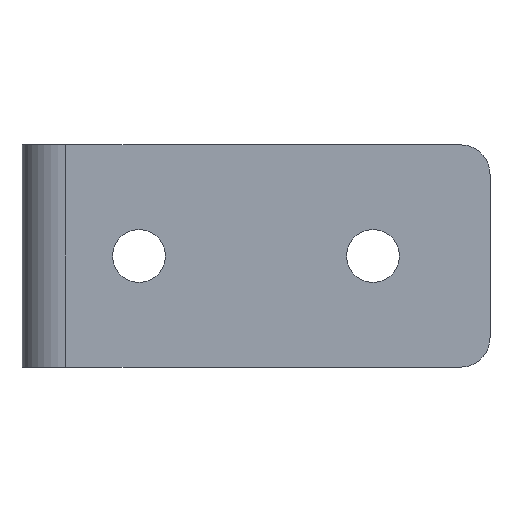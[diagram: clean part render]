
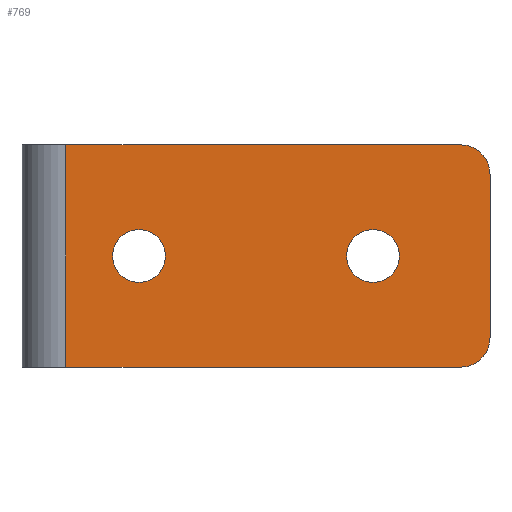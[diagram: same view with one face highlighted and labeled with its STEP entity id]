
A CAD part, front view. The second image highlights one B-rep face of the part: STEP entity #769.
In plain terms, the highlighted planar face has unit normal (0, -1, 0).
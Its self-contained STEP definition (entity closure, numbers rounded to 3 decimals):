
#6 = CARTESIAN_POINT ( 'NONE',  ( 80., 0., 19. ) ) ;
#17 = DIRECTION ( 'NONE',  ( 0., -1., 0. ) ) ;
#21 = VECTOR ( 'NONE', #508, 1000. ) ;
#52 = CARTESIAN_POINT ( 'NONE',  ( 64.5, 0., 0. ) ) ;
#64 = EDGE_CURVE ( 'NONE', #519, #661, #557, .T. ) ;
#67 = CARTESIAN_POINT ( 'NONE',  ( 24.5, 0., 0. ) ) ;
#69 = ORIENTED_EDGE ( 'NONE', *, *, #441, .F. ) ;
#86 = DIRECTION ( 'NONE',  ( 0., -1., 0. ) ) ;
#88 = DIRECTION ( 'NONE',  ( 0., -1., 0. ) ) ;
#96 = AXIS2_PLACEMENT_3D ( 'NONE', #762, #86, #841 ) ;
#98 = CARTESIAN_POINT ( 'NONE',  ( 20., 0., 0. ) ) ;
#113 = AXIS2_PLACEMENT_3D ( 'NONE', #384, #88, #310 ) ;
#117 = EDGE_CURVE ( 'NONE', #140, #203, #776, .T. ) ;
#121 = DIRECTION ( 'NONE',  ( 1., 0., 0. ) ) ;
#140 = VERTEX_POINT ( 'NONE', #359 ) ;
#190 = CARTESIAN_POINT ( 'NONE',  ( 60., 0., 0. ) ) ;
#203 = VERTEX_POINT ( 'NONE', #660 ) ;
#224 = CIRCLE ( 'NONE', #113, 5. ) ;
#231 = ORIENTED_EDGE ( 'NONE', *, *, #589, .T. ) ;
#238 = AXIS2_PLACEMENT_3D ( 'NONE', #663, #793, #121 ) ;
#239 = PLANE ( 'NONE',  #388 ) ;
#264 = VERTEX_POINT ( 'NONE', #294 ) ;
#269 = CIRCLE ( 'NONE', #527, 4.5 ) ;
#274 = VERTEX_POINT ( 'NONE', #379 ) ;
#287 = VECTOR ( 'NONE', #642, 1000. ) ;
#294 = CARTESIAN_POINT ( 'NONE',  ( 75., 0., 19. ) ) ;
#310 = DIRECTION ( 'NONE',  ( 1., 0., 0. ) ) ;
#314 = CARTESIAN_POINT ( 'NONE',  ( 7.5, 0., -19. ) ) ;
#323 = DIRECTION ( 'NONE',  ( 1., 0., 0. ) ) ;
#343 = EDGE_CURVE ( 'NONE', #357, #140, #224, .T. ) ;
#346 = EDGE_CURVE ( 'NONE', #678, #264, #618, .T. ) ;
#353 = VECTOR ( 'NONE', #323, 1000. ) ;
#355 = AXIS2_PLACEMENT_3D ( 'NONE', #626, #17, #560 ) ;
#356 = VERTEX_POINT ( 'NONE', #314 ) ;
#357 = VERTEX_POINT ( 'NONE', #460 ) ;
#359 = CARTESIAN_POINT ( 'NONE',  ( 80., 0., -14. ) ) ;
#375 = DIRECTION ( 'NONE',  ( 1., 0., 0. ) ) ;
#379 = CARTESIAN_POINT ( 'NONE',  ( 15.5, 0., 0. ) ) ;
#384 = CARTESIAN_POINT ( 'NONE',  ( 75., 0., -14. ) ) ;
#388 = AXIS2_PLACEMENT_3D ( 'NONE', #763, #545, #375 ) ;
#406 = CARTESIAN_POINT ( 'NONE',  ( 80., 0., -19. ) ) ;
#424 = ORIENTED_EDGE ( 'NONE', *, *, #454, .T. ) ;
#430 = CARTESIAN_POINT ( 'NONE',  ( 7.5, 0., -19. ) ) ;
#441 = EDGE_CURVE ( 'NONE', #274, #748, #801, .T. ) ;
#445 = FACE_BOUND ( 'NONE', #586, .T. ) ;
#450 = ORIENTED_EDGE ( 'NONE', *, *, #346, .F. ) ;
#454 = EDGE_CURVE ( 'NONE', #356, #357, #561, .T. ) ;
#460 = CARTESIAN_POINT ( 'NONE',  ( 75., 0., -19. ) ) ;
#463 = CIRCLE ( 'NONE', #355, 4.5 ) ;
#474 = EDGE_CURVE ( 'NONE', #661, #519, #269, .T. ) ;
#485 = CARTESIAN_POINT ( 'NONE',  ( 55.5, 0., 0. ) ) ;
#493 = DIRECTION ( 'NONE',  ( 0., 0., -1. ) ) ;
#495 = ORIENTED_EDGE ( 'NONE', *, *, #652, .T. ) ;
#508 = DIRECTION ( 'NONE',  ( 0., 0., -1. ) ) ;
#519 = VERTEX_POINT ( 'NONE', #485 ) ;
#527 = AXIS2_PLACEMENT_3D ( 'NONE', #190, #926, #493 ) ;
#542 = AXIS2_PLACEMENT_3D ( 'NONE', #98, #636, #707 ) ;
#545 = DIRECTION ( 'NONE',  ( 0., -1., 0. ) ) ;
#557 = CIRCLE ( 'NONE', #96, 4.5 ) ;
#560 = DIRECTION ( 'NONE',  ( 0., 0., -1. ) ) ;
#561 = LINE ( 'NONE', #631, #353 ) ;
#585 = ORIENTED_EDGE ( 'NONE', *, *, #474, .F. ) ;
#586 = EDGE_LOOP ( 'NONE', ( #810, #69 ) ) ;
#589 = EDGE_CURVE ( 'NONE', #203, #264, #669, .T. ) ;
#610 = CARTESIAN_POINT ( 'NONE',  ( 7.5, 0., 19. ) ) ;
#618 = LINE ( 'NONE', #6, #698 ) ;
#626 = CARTESIAN_POINT ( 'NONE',  ( 20., 0., 0. ) ) ;
#631 = CARTESIAN_POINT ( 'NONE',  ( 80., 0., -19. ) ) ;
#636 = DIRECTION ( 'NONE',  ( 0., -1., 0. ) ) ;
#639 = EDGE_LOOP ( 'NONE', ( #585, #724 ) ) ;
#642 = DIRECTION ( 'NONE',  ( 0., 0., 1. ) ) ;
#643 = ORIENTED_EDGE ( 'NONE', *, *, #117, .T. ) ;
#652 = EDGE_CURVE ( 'NONE', #678, #356, #654, .T. ) ;
#654 = LINE ( 'NONE', #430, #21 ) ;
#660 = CARTESIAN_POINT ( 'NONE',  ( 80., 0., 14. ) ) ;
#661 = VERTEX_POINT ( 'NONE', #52 ) ;
#663 = CARTESIAN_POINT ( 'NONE',  ( 75., 0., 14. ) ) ;
#669 = CIRCLE ( 'NONE', #238, 5. ) ;
#678 = VERTEX_POINT ( 'NONE', #610 ) ;
#698 = VECTOR ( 'NONE', #817, 1000. ) ;
#707 = DIRECTION ( 'NONE',  ( 0., 0., -1. ) ) ;
#724 = ORIENTED_EDGE ( 'NONE', *, *, #64, .F. ) ;
#734 = EDGE_LOOP ( 'NONE', ( #424, #819, #643, #231, #450, #495 ) ) ;
#748 = VERTEX_POINT ( 'NONE', #67 ) ;
#762 = CARTESIAN_POINT ( 'NONE',  ( 60., 0., 0. ) ) ;
#763 = CARTESIAN_POINT ( 'NONE',  ( 80., 0., -19. ) ) ;
#769 = ADVANCED_FACE ( 'NONE', ( #827, #445, #907 ), #239, .T. ) ;
#776 = LINE ( 'NONE', #406, #287 ) ;
#793 = DIRECTION ( 'NONE',  ( 0., -1., 0. ) ) ;
#801 = CIRCLE ( 'NONE', #542, 4.5 ) ;
#810 = ORIENTED_EDGE ( 'NONE', *, *, #855, .F. ) ;
#817 = DIRECTION ( 'NONE',  ( 1., 0., 0. ) ) ;
#819 = ORIENTED_EDGE ( 'NONE', *, *, #343, .T. ) ;
#827 = FACE_BOUND ( 'NONE', #639, .T. ) ;
#841 = DIRECTION ( 'NONE',  ( 0., 0., -1. ) ) ;
#855 = EDGE_CURVE ( 'NONE', #748, #274, #463, .T. ) ;
#907 = FACE_OUTER_BOUND ( 'NONE', #734, .T. ) ;
#926 = DIRECTION ( 'NONE',  ( 0., -1., 0. ) ) ;
